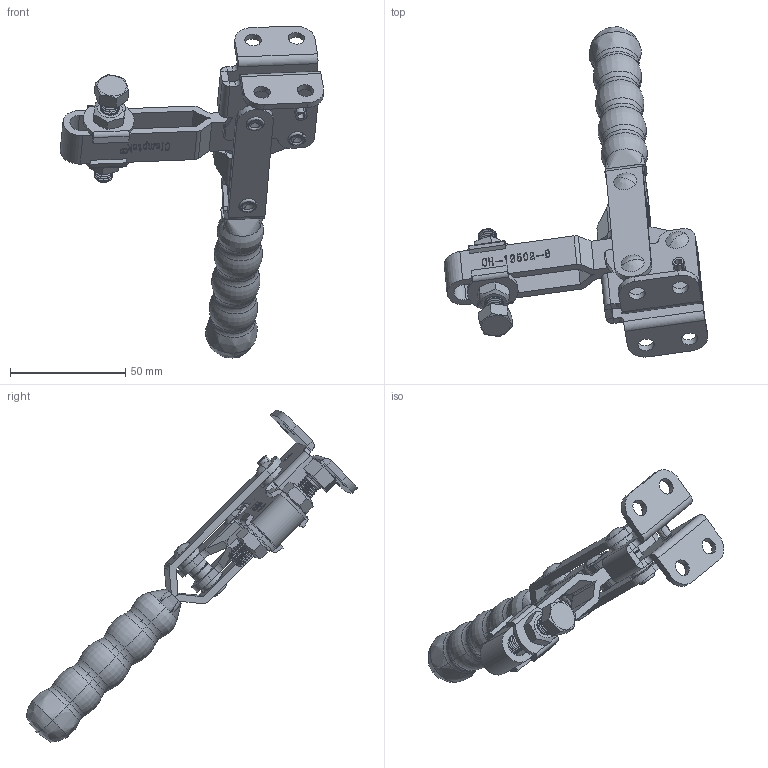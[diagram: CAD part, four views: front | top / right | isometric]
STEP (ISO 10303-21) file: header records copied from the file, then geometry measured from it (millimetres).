
FILE_DESCRIPTION (( 'STEP AP203' ), '1' );
FILE_NAME ('CH-12502-B.STEP', '2017-11-09T09:28:28', ( 'Windows' ), ( 'Microsoft' ), 'SwSTEP 2.0', 'SolidWorks 2015', '' );
FILE_SCHEMA (( 'CONFIG_CONTROL_DESIGN' ));
Length unit declared in the file: millimetre
Products named in the file (14): CH-12502-B-09; CH-FW-516; M8 Nut; CH-12502-B-03 HANDLE; CH-SA-085012 SPINDLE SUPPLIED; CH-12502-B-04 CONNECTING-PLATE; CH-12502-B-10; CH-12502-B-05; 楊擘釱; CH-12502-B-07; CH-12502-b揤參; CH-12502-B-06; CH-12502-B; CH-12502-B-08
Assembly tree (21 placements, depth 2):
  CH-12502-B
    CH-12502-B-03 HANDLE
    CH-12502-B-04 CONNECTING-PLATE
    CH-12502-B-05  x4
    CH-12502-B-07
    CH-12502-B-06  x2
    CH-12502-B-08  x2
    CH-12502-B-09  x2
    CH-FW-516  x2
    M8 Nut  x2
    CH-SA-085012 SPINDLE SUPPLIED
    CH-12502-B-10
    楊擘釱
    CH-12502-b揤參
Bounding box: 114.27 x 143.39 x 144.03 mm (x, y, z)
Volume: 70471.7 mm3; surface area: 54817.3 mm2
Topology: 23 solids, 23 shells, 2018 faces, 5011 edges, 3059 vertices
Faces by surface type: plane 1093, cylinder 622, bspline 199, cone 62, torus 42
Entity records: 55915 total; most frequent: CARTESIAN_POINT 22185, ORIENTED_EDGE 7010, DIRECTION 6207, EDGE_CURVE 3505, VERTEX_POINT 2193, AXIS2_PLACEMENT_3D 2102, VECTOR 2003, LINE 2003
